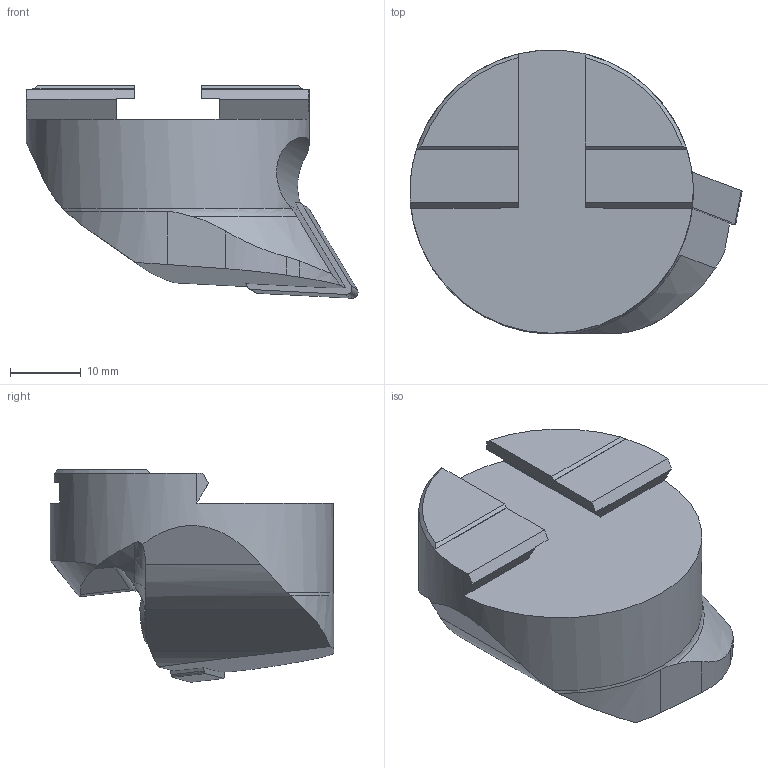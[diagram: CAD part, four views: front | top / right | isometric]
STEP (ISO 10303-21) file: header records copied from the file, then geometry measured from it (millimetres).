
FILE_DESCRIPTION(/* description */ (''),/* implementation_level */ '2;1');
FILE_NAME(/* name */ '1642416179396.stp',/* time_stamp */ '2022-01-17T16:13:28+06:00',/* author */ (''),/* organization */ ('SMS'),/* preprocessor_version */ 'ST-DEVELOPER v16.7',/* originating_system */ 'SIEMENS PLM Software NX 12.0',/* authorisation */ '');
FILE_SCHEMA (('AUTOMOTIVE_DESIGN { 1 0 10303 214 3 1 1 1 }'));
Length unit declared in the file: millimetre
Products named in the file (4): IsoTurningInsert; ASSEMBLY_CONSTRUCTION; 203912785mod000_00; 203912784mod000_00
Assembly tree (3 placements, depth 2):
  203912784mod000_00
    203912785mod000_00
    ASSEMBLY_CONSTRUCTION
    IsoTurningInsert
Bounding box: 46.87 x 40.04 x 30 mm (x, y, z)
Volume: 22380.8 mm3; surface area: 6487.5 mm2
Topology: 2 solids, 2 shells, 75 faces, 200 edges, 138 vertices
Faces by surface type: plane 43, cylinder 24, cone 4, torus 4
Full cylindrical faces by diameter (mm): 5.156 x2, 8 x1, 40 x1
Entity records: 2610 total; most frequent: CARTESIAN_POINT 609, DIRECTION 393, ORIENTED_EDGE 378, EDGE_CURVE 189, AXIS2_PLACEMENT_3D 149, VERTEX_POINT 126, LINE 95, VECTOR 95
